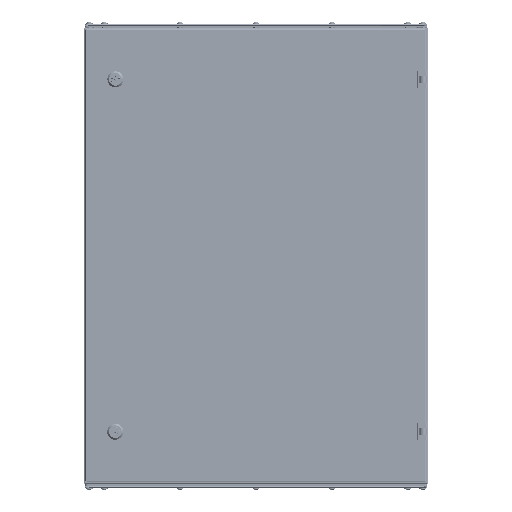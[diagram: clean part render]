
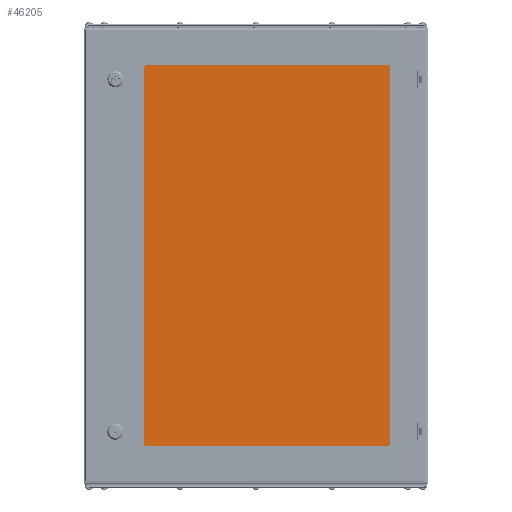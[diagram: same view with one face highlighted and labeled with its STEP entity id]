
A CAD part, top view. The second image highlights one B-rep face of the part: STEP entity #46205.
In plain terms, the highlighted planar face has unit normal (0, 0, 1).
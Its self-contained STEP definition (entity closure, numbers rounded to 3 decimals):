
#145 = DIRECTION ( 'NONE',  ( 0., 0., 1. ) ) ;
#975 = CARTESIAN_POINT ( 'NONE',  ( 217.75, -335.5, 4. ) ) ;
#1234 = VERTEX_POINT ( 'NONE', #9778 ) ;
#1557 = EDGE_CURVE ( 'NONE', #13225, #28338, #24761, .T. ) ;
#2174 = VECTOR ( 'NONE', #18952, 1000. ) ;
#2916 = EDGE_CURVE ( 'NONE', #73120, #9821, #53078, .T. ) ;
#4520 = DIRECTION ( 'NONE',  ( -1., 0., 0. ) ) ;
#9778 = CARTESIAN_POINT ( 'NONE',  ( 227.75, 335.5, 4. ) ) ;
#9821 = VERTEX_POINT ( 'NONE', #10124 ) ;
#9884 = CARTESIAN_POINT ( 'NONE',  ( 227.75, -345.5, 4. ) ) ;
#10124 = CARTESIAN_POINT ( 'NONE',  ( -227.75, -335.5, 4. ) ) ;
#11800 = DIRECTION ( 'NONE',  ( 0., -1., 0. ) ) ;
#13127 = EDGE_LOOP ( 'NONE', ( #21566, #77481, #32791, #71052, #39462, #38810, #50159, #58939 ) ) ;
#13225 = VERTEX_POINT ( 'NONE', #46072 ) ;
#14967 = VECTOR ( 'NONE', #52032, 1000. ) ;
#16233 = CARTESIAN_POINT ( 'NONE',  ( -227.75, 335.5, 4. ) ) ;
#18930 = AXIS2_PLACEMENT_3D ( 'NONE', #975, #82269, #83605 ) ;
#18952 = DIRECTION ( 'NONE',  ( -1., 0., 0. ) ) ;
#19575 = CARTESIAN_POINT ( 'NONE',  ( 0., 0., 4. ) ) ;
#20694 = VERTEX_POINT ( 'NONE', #23950 ) ;
#21528 = VECTOR ( 'NONE', #43453, 1000. ) ;
#21566 = ORIENTED_EDGE ( 'NONE', *, *, #74036, .T. ) ;
#23950 = CARTESIAN_POINT ( 'NONE',  ( -217.75, 345.5, 4. ) ) ;
#24761 = CIRCLE ( 'NONE', #18930, 10. ) ;
#26372 = FACE_OUTER_BOUND ( 'NONE', #13127, .T. ) ;
#26551 = DIRECTION ( 'NONE',  ( 0., 0., 1. ) ) ;
#27199 = EDGE_CURVE ( 'NONE', #1234, #61264, #39018, .T. ) ;
#27273 = PLANE ( 'NONE',  #60294 ) ;
#28338 = VERTEX_POINT ( 'NONE', #33205 ) ;
#30746 = LINE ( 'NONE', #9884, #14967 ) ;
#32477 = CIRCLE ( 'NONE', #61467, 10. ) ;
#32791 = ORIENTED_EDGE ( 'NONE', *, *, #54452, .T. ) ;
#33205 = CARTESIAN_POINT ( 'NONE',  ( 227.75, -335.5, 4. ) ) ;
#35238 = CARTESIAN_POINT ( 'NONE',  ( -217.75, -345.5, 4. ) ) ;
#37729 = VERTEX_POINT ( 'NONE', #35238 ) ;
#38810 = ORIENTED_EDGE ( 'NONE', *, *, #43227, .T. ) ;
#39018 = CIRCLE ( 'NONE', #57723, 10. ) ;
#39462 = ORIENTED_EDGE ( 'NONE', *, *, #44788, .T. ) ;
#40169 = DIRECTION ( 'NONE',  ( -1., 0., 0. ) ) ;
#40300 = EDGE_CURVE ( 'NONE', #9821, #37729, #61474, .T. ) ;
#43227 = EDGE_CURVE ( 'NONE', #20694, #73120, #32477, .T. ) ;
#43453 = DIRECTION ( 'NONE',  ( 1., 0., 0. ) ) ;
#44346 = CARTESIAN_POINT ( 'NONE',  ( 217.75, 345.5, 4. ) ) ;
#44788 = EDGE_CURVE ( 'NONE', #61264, #20694, #74317, .T. ) ;
#46072 = CARTESIAN_POINT ( 'NONE',  ( 217.75, -345.5, 4. ) ) ;
#46205 = ADVANCED_FACE ( 'NONE', ( #26372 ), #27273, .F. ) ;
#47225 = DIRECTION ( 'NONE',  ( 0., 0., -1. ) ) ;
#48418 = AXIS2_PLACEMENT_3D ( 'NONE', #66970, #26551, #40169 ) ;
#49095 = VECTOR ( 'NONE', #11800, 1000. ) ;
#50159 = ORIENTED_EDGE ( 'NONE', *, *, #2916, .T. ) ;
#50258 = LINE ( 'NONE', #63912, #21528 ) ;
#52032 = DIRECTION ( 'NONE',  ( 0., 1., 0. ) ) ;
#52603 = CARTESIAN_POINT ( 'NONE',  ( -227.75, -345.5, 4. ) ) ;
#53078 = LINE ( 'NONE', #52603, #49095 ) ;
#54452 = EDGE_CURVE ( 'NONE', #28338, #1234, #30746, .T. ) ;
#55963 = CARTESIAN_POINT ( 'NONE',  ( 217.75, 335.5, 4. ) ) ;
#57723 = AXIS2_PLACEMENT_3D ( 'NONE', #55963, #145, #77308 ) ;
#58939 = ORIENTED_EDGE ( 'NONE', *, *, #40300, .T. ) ;
#58994 = CARTESIAN_POINT ( 'NONE',  ( -217.75, 335.5, 4. ) ) ;
#60294 = AXIS2_PLACEMENT_3D ( 'NONE', #19575, #47225, #74966 ) ;
#61264 = VERTEX_POINT ( 'NONE', #44346 ) ;
#61467 = AXIS2_PLACEMENT_3D ( 'NONE', #58994, #87575, #4520 ) ;
#61474 = CIRCLE ( 'NONE', #48418, 10. ) ;
#63912 = CARTESIAN_POINT ( 'NONE',  ( -227.75, -345.5, 4. ) ) ;
#66204 = CARTESIAN_POINT ( 'NONE',  ( -227.75, 345.5, 4. ) ) ;
#66970 = CARTESIAN_POINT ( 'NONE',  ( -217.75, -335.5, 4. ) ) ;
#71052 = ORIENTED_EDGE ( 'NONE', *, *, #27199, .T. ) ;
#73120 = VERTEX_POINT ( 'NONE', #16233 ) ;
#74036 = EDGE_CURVE ( 'NONE', #37729, #13225, #50258, .T. ) ;
#74317 = LINE ( 'NONE', #66204, #2174 ) ;
#74966 = DIRECTION ( 'NONE',  ( -1., 0., 0. ) ) ;
#77308 = DIRECTION ( 'NONE',  ( -1., 0., 0. ) ) ;
#77481 = ORIENTED_EDGE ( 'NONE', *, *, #1557, .T. ) ;
#82269 = DIRECTION ( 'NONE',  ( 0., 0., 1. ) ) ;
#83605 = DIRECTION ( 'NONE',  ( -1., 0., 0. ) ) ;
#87575 = DIRECTION ( 'NONE',  ( 0., 0., 1. ) ) ;
